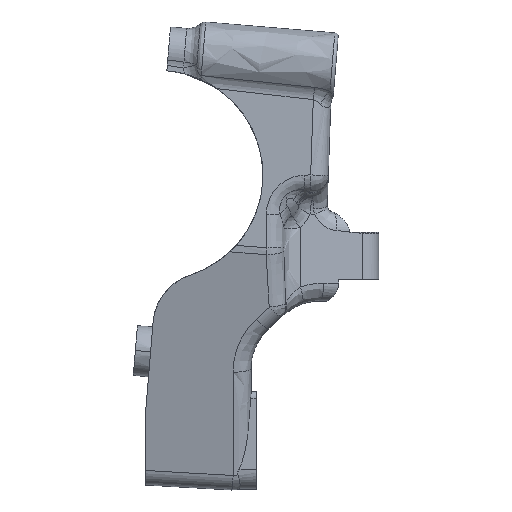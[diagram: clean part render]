
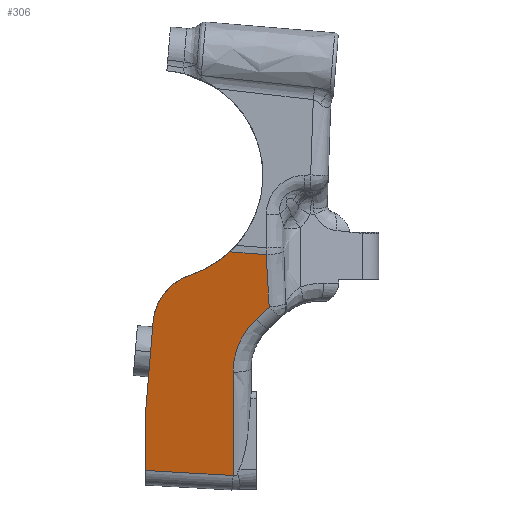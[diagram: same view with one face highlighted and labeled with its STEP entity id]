
A CAD part, left-side view. The second image highlights one B-rep face of the part: STEP entity #306.
In plain terms, the highlighted planar face has unit normal (-0.981, -0.01, -0.196).
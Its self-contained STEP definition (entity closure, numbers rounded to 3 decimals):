
#306=ADVANCED_FACE('',(#673),#606,.T.);
#606=PLANE('',#5057);
#673=FACE_OUTER_BOUND('',#973,.T.);
#973=EDGE_LOOP('',(#1905,#1906,#1907,#1908,#1909,#1910,#1911,#1912,#1913,
#1914,#1915));
#1288=B_SPLINE_CURVE_WITH_KNOTS('',1,(#5711,#5712),.UNSPECIFIED.,.F.,.F.,
(2,2),(0.,1.),.UNSPECIFIED.);
#1289=B_SPLINE_CURVE_WITH_KNOTS('',1,(#5714,#5715),.UNSPECIFIED.,.F.,.F.,
(2,2),(0.,1.),.UNSPECIFIED.);
#1290=B_SPLINE_CURVE_WITH_KNOTS('',5,(#5717,#5718,#5719,#5720,#5721,#5722),
.UNSPECIFIED.,.F.,.F.,(6,6),(0.,1.),.UNSPECIFIED.);
#1291=B_SPLINE_CURVE_WITH_KNOTS('',1,(#5724,#5725),.UNSPECIFIED.,.F.,.F.,
(2,2),(0.,1.),.UNSPECIFIED.);
#1292=B_SPLINE_CURVE_WITH_KNOTS('',3,(#5727,#5728,#5729,#5730),.UNSPECIFIED.,
.F.,.F.,(4,4),(0.,1.),.UNSPECIFIED.);
#1293=B_SPLINE_CURVE_WITH_KNOTS('',3,(#5732,#5733,#5734,#5735),.UNSPECIFIED.,
.F.,.F.,(4,4),(0.,1.),.UNSPECIFIED.);
#1831=ELLIPSE('',#5054,29.573,29.);
#1832=ELLIPSE('',#5055,15.296,15.);
#1833=ELLIPSE('',#5056,15.296,15.);
#1905=ORIENTED_EDGE('',*,*,#3972,.T.);
#1906=ORIENTED_EDGE('',*,*,#3973,.F.);
#1907=ORIENTED_EDGE('',*,*,#3974,.F.);
#1908=ORIENTED_EDGE('',*,*,#3975,.F.);
#1909=ORIENTED_EDGE('',*,*,#3976,.F.);
#1910=ORIENTED_EDGE('',*,*,#3977,.T.);
#1911=ORIENTED_EDGE('',*,*,#3978,.T.);
#1912=ORIENTED_EDGE('',*,*,#3979,.T.);
#1913=ORIENTED_EDGE('',*,*,#3980,.F.);
#1914=ORIENTED_EDGE('',*,*,#3981,.T.);
#1915=ORIENTED_EDGE('',*,*,#3982,.F.);
#3479=VERTEX_POINT('',#5709);
#3480=VERTEX_POINT('',#5710);
#3481=VERTEX_POINT('',#5713);
#3482=VERTEX_POINT('',#5716);
#3483=VERTEX_POINT('',#5723);
#3484=VERTEX_POINT('',#5726);
#3485=VERTEX_POINT('',#5731);
#3486=VERTEX_POINT('',#5736);
#3487=VERTEX_POINT('',#5738);
#3488=VERTEX_POINT('',#5740);
#3489=VERTEX_POINT('',#5742);
#3972=EDGE_CURVE('',#3479,#3480,#4754,.T.);
#3973=EDGE_CURVE('',#3481,#3480,#1288,.T.);
#3974=EDGE_CURVE('',#3482,#3481,#1289,.T.);
#3975=EDGE_CURVE('',#3483,#3482,#1290,.T.);
#3976=EDGE_CURVE('',#3484,#3483,#1291,.T.);
#3977=EDGE_CURVE('',#3484,#3485,#1292,.T.);
#3978=EDGE_CURVE('',#3485,#3486,#1293,.T.);
#3979=EDGE_CURVE('',#3486,#3487,#1831,.T.);
#3980=EDGE_CURVE('',#3488,#3487,#1832,.T.);
#3981=EDGE_CURVE('',#3488,#3489,#4755,.T.);
#3982=EDGE_CURVE('',#3479,#3489,#1833,.T.);
#4754=LINE('',#5708,#4904);
#4755=LINE('',#5741,#4905);
#4904=VECTOR('',#5219,1.);
#4905=VECTOR('',#5224,1.);
#5054=AXIS2_PLACEMENT_3D('',#5737,#5220,#5221);
#5055=AXIS2_PLACEMENT_3D('',#5739,#5222,#5223);
#5056=AXIS2_PLACEMENT_3D('',#5743,#5225,#5226);
#5057=AXIS2_PLACEMENT_3D('',#5744,#5227,#5228);
#5219=DIRECTION('',(0.196,0.,-0.981));
#5220=DIRECTION('',(0.981,0.01,0.196));
#5221=DIRECTION('',(-0.196,0.05,0.979));
#5222=DIRECTION('',(0.981,0.01,0.196));
#5223=DIRECTION('',(-0.196,0.05,0.979));
#5224=DIRECTION('',(0.194,0.082,-0.978));
#5225=DIRECTION('',(0.981,0.01,0.196));
#5226=DIRECTION('',(-0.196,0.05,0.979));
#5227=DIRECTION('',(-0.981,-0.01,-0.196));
#5228=DIRECTION('',(-0.196,0.,0.981));
#5708=CARTESIAN_POINT('',(330.944,141.087,328.628));
#5709=CARTESIAN_POINT('',(330.944,141.087,328.628));
#5710=CARTESIAN_POINT('',(334.174,141.087,312.434));
#5711=CARTESIAN_POINT('',(334.694,116.95,311.052));
#5712=CARTESIAN_POINT('',(334.174,141.087,312.434));
#5713=CARTESIAN_POINT('',(334.694,116.95,311.052));
#5714=CARTESIAN_POINT('',(328.999,116.95,339.601));
#5715=CARTESIAN_POINT('',(334.694,116.95,311.052));
#5716=CARTESIAN_POINT('',(328.999,116.95,339.601));
#5717=CARTESIAN_POINT('',(326.141,110.564,354.252));
#5718=CARTESIAN_POINT('',(326.567,112.993,351.995));
#5719=CARTESIAN_POINT('',(327.095,114.942,349.245));
#5720=CARTESIAN_POINT('',(327.7,116.281,346.145));
#5721=CARTESIAN_POINT('',(328.346,116.95,342.873));
#5722=CARTESIAN_POINT('',(328.999,116.95,339.601));
#5723=CARTESIAN_POINT('',(326.141,110.564,354.252));
#5724=CARTESIAN_POINT('',(325.51,106.964,357.597));
#5725=CARTESIAN_POINT('',(326.141,110.564,354.252));
#5726=CARTESIAN_POINT('',(325.51,106.964,357.597));
#5727=CARTESIAN_POINT('',(325.51,106.964,357.597));
#5728=CARTESIAN_POINT('',(324.584,107.384,362.219));
#5729=CARTESIAN_POINT('',(323.618,107.669,367.047));
#5730=CARTESIAN_POINT('',(322.612,107.821,372.08));
#5731=CARTESIAN_POINT('',(322.612,107.821,372.08));
#5732=CARTESIAN_POINT('',(322.612,107.821,372.08));
#5733=CARTESIAN_POINT('',(322.525,111.156,372.35));
#5734=CARTESIAN_POINT('',(322.437,114.49,372.62));
#5735=CARTESIAN_POINT('',(322.35,117.825,372.889));
#5736=CARTESIAN_POINT('',(322.35,117.825,372.889));
#5737=CARTESIAN_POINT('',(317.932,137.681,394.026));
#5738=CARTESIAN_POINT('',(323.526,128.743,366.437));
#5739=CARTESIAN_POINT('',(326.42,124.12,352.168));
#5740=CARTESIAN_POINT('',(326.019,139.067,353.417));
#5741=CARTESIAN_POINT('',(326.019,139.067,353.417));
#5742=CARTESIAN_POINT('',(330.695,141.035,329.877));
#5743=CARTESIAN_POINT('',(331.096,126.087,328.628));
#5744=CARTESIAN_POINT('',(321.543,141.327,375.739));
